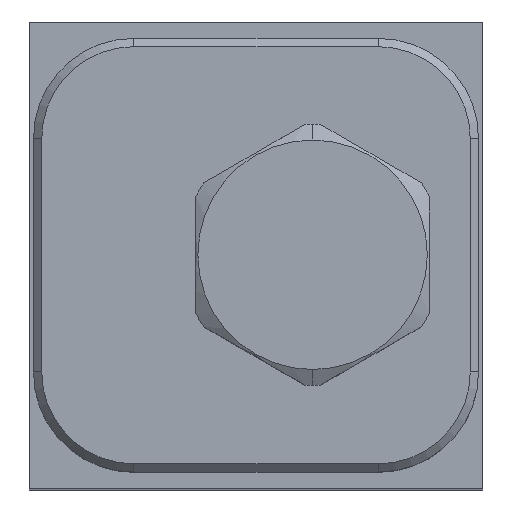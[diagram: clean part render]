
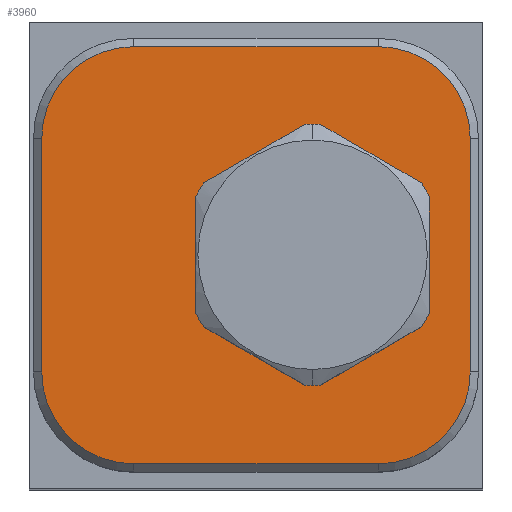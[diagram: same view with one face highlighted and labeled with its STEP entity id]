
A CAD part, top view. The second image highlights one B-rep face of the part: STEP entity #3960.
In plain terms, the highlighted planar face has unit normal (0, 0, 1).
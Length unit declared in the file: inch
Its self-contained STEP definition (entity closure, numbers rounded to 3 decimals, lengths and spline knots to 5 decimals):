
#710=CARTESIAN_POINT('',(1.309,-1.313,4.062));
#711=DIRECTION('',(0.,0.,-1.));
#712=DIRECTION('',(1.,0.,0.));
#713=AXIS2_PLACEMENT_3D('',#710,#711,#712);
#724=CARTESIAN_POINT('',(1.062,-0.875,4.062));
#725=DIRECTION('',(0.,0.,-1.));
#726=DIRECTION('',(-1.,0.,0.));
#727=AXIS2_PLACEMENT_3D('',#724,#725,#726);
#729=CARTESIAN_POINT('',(1.062,-0.875,4.062));
#730=DIRECTION('',(0.,0.,-1.));
#731=DIRECTION('',(1.,0.,0.));
#732=AXIS2_PLACEMENT_3D('',#729,#730,#731);
#2777=DIRECTION('',(-1.,0.,0.));
#2778=VECTOR('',#2777,0.918);
#2779=CARTESIAN_POINT('',(1.309,-1.657,4.062));
#2780=LINE('',#2779,#2778);
#2797=CARTESIAN_POINT('',(0.391,-1.313,4.062));
#2798=DIRECTION('',(0.,0.,-1.));
#2799=DIRECTION('',(0.,-1.,0.));
#2800=AXIS2_PLACEMENT_3D('',#2797,#2798,#2799);
#2815=DIRECTION('',(0.,1.,0.));
#2816=VECTOR('',#2815,0.875);
#2817=CARTESIAN_POINT('',(0.047,-1.313,4.062));
#2818=LINE('',#2817,#2816);
#2831=CARTESIAN_POINT('',(0.391,-0.438,4.062));
#2832=DIRECTION('',(0.,0.,-1.));
#2833=DIRECTION('',(-1.,0.,0.));
#2834=AXIS2_PLACEMENT_3D('',#2831,#2832,#2833);
#2845=DIRECTION('',(1.,0.,0.));
#2846=VECTOR('',#2845,0.918);
#2847=CARTESIAN_POINT('',(0.391,-0.094,4.062));
#2848=LINE('',#2847,#2846);
#2865=CARTESIAN_POINT('',(1.309,-0.438,4.062));
#2866=DIRECTION('',(0.,0.,-1.));
#2867=DIRECTION('',(0.,1.,0.));
#2868=AXIS2_PLACEMENT_3D('',#2865,#2866,#2867);
#2879=DIRECTION('',(0.,-1.,0.));
#2880=VECTOR('',#2879,0.875);
#2881=CARTESIAN_POINT('',(1.653,-0.438,4.062));
#2882=LINE('',#2881,#2880);
#3125=CARTESIAN_POINT('',(0.6315,-0.875,4.062));
#3126=CARTESIAN_POINT('',(1.4925,-0.875,4.062));
#3127=VERTEX_POINT('',#3125);
#3128=VERTEX_POINT('',#3126);
#3161=CARTESIAN_POINT('',(0.047,-1.313,4.062));
#3162=CARTESIAN_POINT('',(0.047,-0.438,4.062));
#3163=VERTEX_POINT('',#3161);
#3164=VERTEX_POINT('',#3162);
#3169=CARTESIAN_POINT('',(0.391,-0.094,4.062));
#3170=VERTEX_POINT('',#3169);
#3173=CARTESIAN_POINT('',(1.309,-0.094,4.062));
#3174=VERTEX_POINT('',#3173);
#3177=CARTESIAN_POINT('',(1.653,-0.438,4.062));
#3178=VERTEX_POINT('',#3177);
#3181=CARTESIAN_POINT('',(1.653,-1.313,4.062));
#3182=VERTEX_POINT('',#3181);
#3185=CARTESIAN_POINT('',(1.309,-1.657,4.062));
#3186=VERTEX_POINT('',#3185);
#3189=CARTESIAN_POINT('',(0.391,-1.657,4.062));
#3190=VERTEX_POINT('',#3189);
#3932=CARTESIAN_POINT('',(0.,0.,4.062));
#3933=DIRECTION('',(0.,0.,1.));
#3934=DIRECTION('',(1.,0.,0.));
#3935=AXIS2_PLACEMENT_3D('',#3932,#3933,#3934);
#3936=PLANE('',#3935);
#3937=ORIENTED_EDGE('',*,*,#3922,.T.);
#3939=ORIENTED_EDGE('',*,*,#3938,.T.);
#3941=ORIENTED_EDGE('',*,*,#3940,.T.);
#3943=ORIENTED_EDGE('',*,*,#3942,.T.);
#3945=ORIENTED_EDGE('',*,*,#3944,.T.);
#3947=ORIENTED_EDGE('',*,*,#3946,.T.);
#3949=ORIENTED_EDGE('',*,*,#3948,.T.);
#3951=ORIENTED_EDGE('',*,*,#3950,.T.);
#3952=EDGE_LOOP('',(#3937,#3939,#3941,#3943,#3945,#3947,#3949,#3951));
#3953=FACE_OUTER_BOUND('',#3952,.F.);
#3955=ORIENTED_EDGE('',*,*,#3954,.F.);
#3957=ORIENTED_EDGE('',*,*,#3956,.F.);
#3958=EDGE_LOOP('',(#3955,#3957));
#3959=FACE_BOUND('',#3958,.F.);
#3960=ADVANCED_FACE('',(#3953,#3959),#3936,.T.);
#714=CIRCLE('',#713,0.344);
#728=CIRCLE('',#727,0.4305);
#733=CIRCLE('',#732,0.4305);
#2801=CIRCLE('',#2800,0.344);
#2835=CIRCLE('',#2834,0.344);
#2869=CIRCLE('',#2868,0.344);
#3922=EDGE_CURVE('',#3182,#3186,#714,.T.);
#3938=EDGE_CURVE('',#3186,#3190,#2780,.T.);
#3940=EDGE_CURVE('',#3190,#3163,#2801,.T.);
#3942=EDGE_CURVE('',#3163,#3164,#2818,.T.);
#3944=EDGE_CURVE('',#3164,#3170,#2835,.T.);
#3946=EDGE_CURVE('',#3170,#3174,#2848,.T.);
#3948=EDGE_CURVE('',#3174,#3178,#2869,.T.);
#3950=EDGE_CURVE('',#3178,#3182,#2882,.T.);
#3954=EDGE_CURVE('',#3127,#3128,#728,.T.);
#3956=EDGE_CURVE('',#3128,#3127,#733,.T.);
